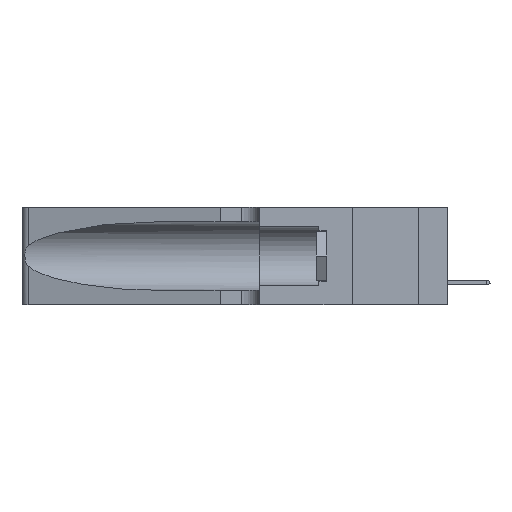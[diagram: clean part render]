
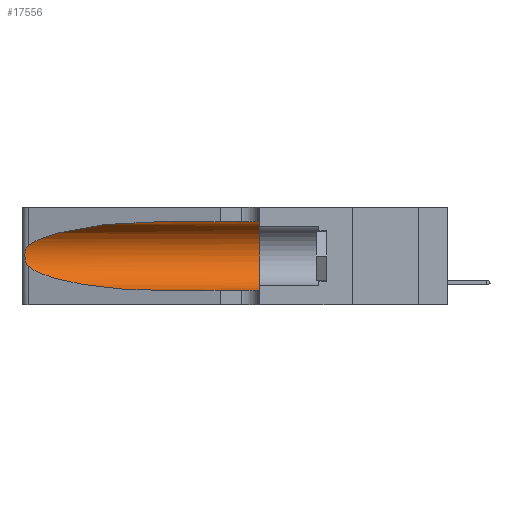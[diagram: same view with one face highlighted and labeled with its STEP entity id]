
A CAD part, left-side view. The second image highlights one B-rep face of the part: STEP entity #17556.
In plain terms, the highlighted cylindrical face has radius 3.308 mm (diameter 6.617 mm), a partial arc.
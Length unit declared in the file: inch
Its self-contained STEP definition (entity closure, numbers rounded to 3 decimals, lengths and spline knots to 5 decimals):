
#721 = DIRECTION ( 'NONE',  ( 0., -1., 0. ) ) ;
#996 = CARTESIAN_POINT ( 'NONE',  ( 0.1305, 1.61858, 0.05475 ) ) ;
#2155 =( BOUNDED_CURVE ( )  B_SPLINE_CURVE ( 3, ( #3651, #11739, #25746, #25841 ),
 .UNSPECIFIED., .F., .T. ) 
 B_SPLINE_CURVE_WITH_KNOTS ( ( 4, 4 ),
 ( 3.44316, 4.71239 ),
 .UNSPECIFIED. ) 
 CURVE ( )  GEOMETRIC_REPRESENTATION_ITEM ( )  RATIONAL_B_SPLINE_CURVE ( ( 1., 0.87, 0.87, 1. ) ) 
 REPRESENTATION_ITEM ( '' )  );
#2545 = VERTEX_POINT ( 'NONE', #19410 ) ;
#2766 = CARTESIAN_POINT ( 'NONE',  ( 0.1305, 0.35, 0.185 ) ) ;
#3034 = VERTEX_POINT ( 'NONE', #5410 ) ;
#3036 = CYLINDRICAL_SURFACE ( 'NONE', #18994, 0.13025 ) ;
#3651 = CARTESIAN_POINT ( 'NONE',  ( 0.25487, 1.22718, 0.14631 ) ) ;
#3729 = CARTESIAN_POINT ( 'NONE',  ( 0.25787, 1.23484, 0.2124 ) ) ;
#4901 = DIRECTION ( 'NONE',  ( 0., -1., 0. ) ) ;
#5007 = ORIENTED_EDGE ( 'NONE', *, *, #10033, .T. ) ;
#5134 = CARTESIAN_POINT ( 'NONE',  ( 0.25487, 1.22718, 0.22369 ) ) ;
#5410 = CARTESIAN_POINT ( 'NONE',  ( 0.25487, 1.22718, 0.14631 ) ) ;
#5843 =( BOUNDED_CURVE ( )  B_SPLINE_CURVE ( 3, ( #19598, #19866, #7809, #7570 ),
 .UNSPECIFIED., .F., .F. ) 
 B_SPLINE_CURVE_WITH_KNOTS ( ( 4, 4 ),
 ( 1.5708, 2.84003 ),
 .UNSPECIFIED. ) 
 CURVE ( )  GEOMETRIC_REPRESENTATION_ITEM ( )  RATIONAL_B_SPLINE_CURVE ( ( 1., 0.87, 0.87, 1. ) ) 
 REPRESENTATION_ITEM ( '' )  );
#6291 = ORIENTED_EDGE ( 'NONE', *, *, #22210, .F. ) ;
#6436 = B_SPLINE_CURVE_WITH_KNOTS ( 'NONE', 3,
 ( #6691, #20730, #15691, #3729, #17477, #9459, #21793, #9736, #23826, #15789, #19850, #21535, #13834, #22111 ),
 .UNSPECIFIED., .F., .F.,
 ( 4, 2, 2, 2, 2, 2, 4 ),
 ( 0., 0.00027, 0.00053, 0.00107, 0.0016, 0.00187, 0.00214 ),
 .UNSPECIFIED. ) ;
#6536 = EDGE_CURVE ( 'NONE', #24246, #8964, #5843, .T. ) ;
#6691 = CARTESIAN_POINT ( 'NONE',  ( 0.25487, 1.22718, 0.22369 ) ) ;
#6836 = DIRECTION ( 'NONE',  ( 0., 0., 1. ) ) ;
#7341 = ORIENTED_EDGE ( 'NONE', *, *, #25954, .F. ) ;
#7570 = CARTESIAN_POINT ( 'NONE',  ( 0.25487, 1.22718, 0.22369 ) ) ;
#7809 = CARTESIAN_POINT ( 'NONE',  ( 0.2373, 1.15595, 0.28018 ) ) ;
#7940 = CIRCLE ( 'NONE', #8667, 0.13025 ) ;
#8592 = FACE_OUTER_BOUND ( 'NONE', #25756, .T. ) ;
#8667 = AXIS2_PLACEMENT_3D ( 'NONE', #2766, #10749, #6836 ) ;
#8772 = DIRECTION ( 'NONE',  ( 0., 0., -1. ) ) ;
#8964 = VERTEX_POINT ( 'NONE', #5134 ) ;
#9459 = CARTESIAN_POINT ( 'NONE',  ( 0.26018, 1.23835, 0.19895 ) ) ;
#9736 = CARTESIAN_POINT ( 'NONE',  ( 0.26075, 1.23896, 0.178 ) ) ;
#10033 = EDGE_CURVE ( 'NONE', #8964, #3034, #6436, .T. ) ;
#10749 = DIRECTION ( 'NONE',  ( 0., 1., 0. ) ) ;
#11739 = CARTESIAN_POINT ( 'NONE',  ( 0.2373, 1.15595, 0.08982 ) ) ;
#11748 = CARTESIAN_POINT ( 'NONE',  ( 0.1305, 1.61858, 0.185 ) ) ;
#12212 = CARTESIAN_POINT ( 'NONE',  ( 0.1305, 0.72297, 0.05475 ) ) ;
#12382 = ORIENTED_EDGE ( 'NONE', *, *, #23527, .T. ) ;
#12409 = CARTESIAN_POINT ( 'NONE',  ( 0.1305, 0.35, 0.05475 ) ) ;
#13192 = VECTOR ( 'NONE', #4901, 39.37008 ) ;
#13696 = DIRECTION ( 'NONE',  ( 0., -1., 0. ) ) ;
#13834 = CARTESIAN_POINT ( 'NONE',  ( 0.25555, 1.22993, 0.14849 ) ) ;
#15691 = CARTESIAN_POINT ( 'NONE',  ( 0.25639, 1.23184, 0.21858 ) ) ;
#15789 = CARTESIAN_POINT ( 'NONE',  ( 0.25856, 1.23593, 0.16098 ) ) ;
#16923 = CARTESIAN_POINT ( 'NONE',  ( 0.1305, 1.61858, 0.31525 ) ) ;
#17453 = LINE ( 'NONE', #996, #19002 ) ;
#17461 = EDGE_CURVE ( 'NONE', #19172, #17950, #17453, .T. ) ;
#17477 = CARTESIAN_POINT ( 'NONE',  ( 0.25854, 1.2359, 0.20912 ) ) ;
#17556 = ADVANCED_FACE ( 'NONE', ( #8592 ), #3036, .F. ) ;
#17950 = VERTEX_POINT ( 'NONE', #12409 ) ;
#18994 = AXIS2_PLACEMENT_3D ( 'NONE', #11748, #721, #8772 ) ;
#19002 = VECTOR ( 'NONE', #13696, 39.37008 ) ;
#19172 = VERTEX_POINT ( 'NONE', #12212 ) ;
#19410 = CARTESIAN_POINT ( 'NONE',  ( 0.1305, 0.35, 0.31525 ) ) ;
#19526 = ORIENTED_EDGE ( 'NONE', *, *, #17461, .T. ) ;
#19598 = CARTESIAN_POINT ( 'NONE',  ( 0.1305, 0.72297, 0.31525 ) ) ;
#19850 = CARTESIAN_POINT ( 'NONE',  ( 0.25789, 1.23486, 0.15765 ) ) ;
#19866 = CARTESIAN_POINT ( 'NONE',  ( 0.18966, 0.96281, 0.31525 ) ) ;
#20730 = CARTESIAN_POINT ( 'NONE',  ( 0.25555, 1.22994, 0.2215 ) ) ;
#21535 = CARTESIAN_POINT ( 'NONE',  ( 0.25639, 1.23186, 0.15144 ) ) ;
#21793 = CARTESIAN_POINT ( 'NONE',  ( 0.26075, 1.23896, 0.19203 ) ) ;
#22111 = CARTESIAN_POINT ( 'NONE',  ( 0.25487, 1.22718, 0.14631 ) ) ;
#22210 = EDGE_CURVE ( 'NONE', #24246, #2545, #22353, .T. ) ;
#22325 = ORIENTED_EDGE ( 'NONE', *, *, #6536, .T. ) ;
#22353 = LINE ( 'NONE', #16923, #13192 ) ;
#23527 = EDGE_CURVE ( 'NONE', #3034, #19172, #2155, .T. ) ;
#23826 = CARTESIAN_POINT ( 'NONE',  ( 0.26017, 1.23833, 0.17102 ) ) ;
#24246 = VERTEX_POINT ( 'NONE', #24626 ) ;
#24626 = CARTESIAN_POINT ( 'NONE',  ( 0.1305, 0.72297, 0.31525 ) ) ;
#25746 = CARTESIAN_POINT ( 'NONE',  ( 0.18966, 0.96281, 0.05475 ) ) ;
#25756 = EDGE_LOOP ( 'NONE', ( #22325, #5007, #12382, #19526, #7341, #6291 ) ) ;
#25841 = CARTESIAN_POINT ( 'NONE',  ( 0.1305, 0.72297, 0.05475 ) ) ;
#25954 = EDGE_CURVE ( 'NONE', #2545, #17950, #7940, .T. ) ;
